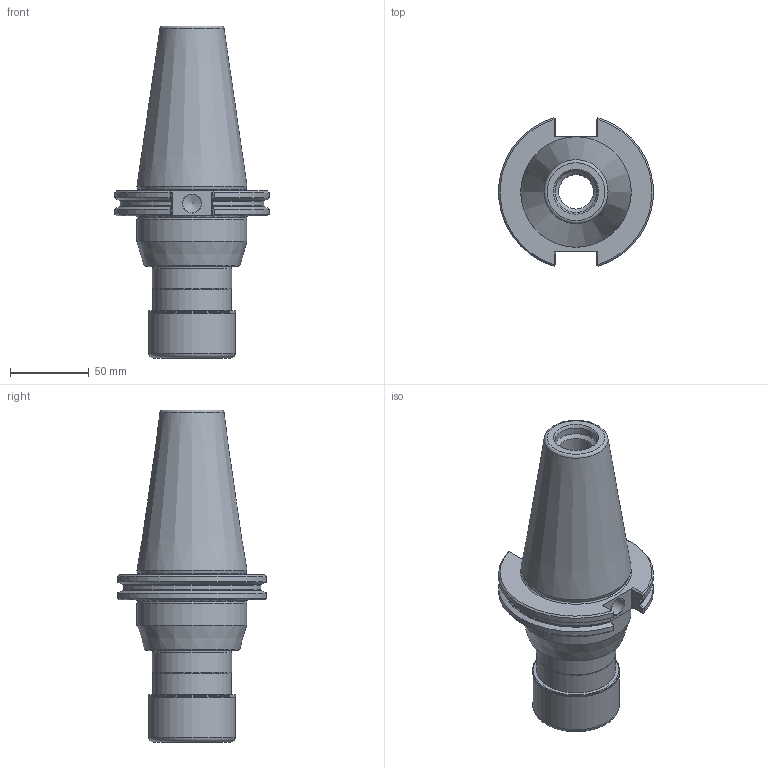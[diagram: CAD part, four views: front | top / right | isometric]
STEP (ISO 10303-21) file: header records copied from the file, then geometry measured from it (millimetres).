
FILE_DESCRIPTION(/* description */ (''),/* implementation_level */ '2;1');
FILE_NAME(/* name */ '535083251.stp',/* time_stamp */ '2021-01-12T12:05:46',/* author */ ('LRA'),/* organization */ ('REGO-FIX'),/* preprocessor_version */ ' Unknown',/* originating_system */ 'SIEMENS PLM Software Solid Edge ST10',/* authorization */ 'Unknown');
FILE_SCHEMA (('AUTOMOTIVE_DESIGN { 1 0 10303 214 2 1 1}'));
Length unit declared in the file: millimetre
Products named in the file (1): 0017503
Bounding box: 98.08 x 94.39 x 210.82 mm (x, y, z)
Volume: 481303.1 mm3; surface area: 77537.6 mm2
Topology: 2 solids, 2 shells, 127 faces, 313 edges, 197 vertices
Faces by surface type: plane 38, cylinder 35, cone 28, torus 18, bspline 8
Full cylindrical faces by diameter (mm): 11.7 x1, 21.963 x2, 26.4 x1, 33 x1, 38.25 x1, 42 x1, 48.376 x1, 50 x2, 50.05 x1, 50.5 x2, 51 x1, 55 x1, 55.4 x1, 69.85 x1
Entity records: 4432 total; most frequent: CARTESIAN_POINT 879, DIRECTION 523, ORIENTED_EDGE 496, EDGE_CURVE 248, AXIS2_PLACEMENT_3D 225, FACE_BOUND 190, EDGE_LOOP 189, VERTEX_POINT 184
